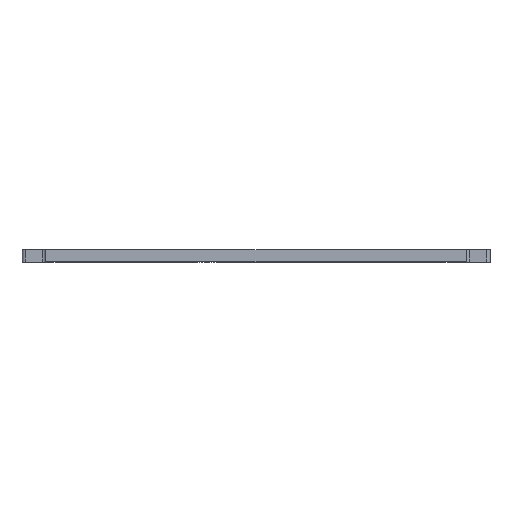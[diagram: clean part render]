
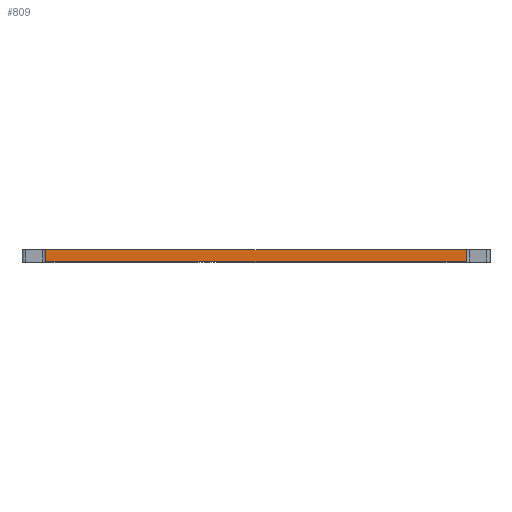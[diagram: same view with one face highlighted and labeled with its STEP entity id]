
A CAD part, top view. The second image highlights one B-rep face of the part: STEP entity #809.
In plain terms, the highlighted planar face has unit normal (0, 0, 1).
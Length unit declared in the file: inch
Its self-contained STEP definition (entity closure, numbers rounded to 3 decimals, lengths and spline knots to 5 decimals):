
#2 = AXIS2_PLACEMENT_3D ( 'NONE', #229, #385, #881 ) ;
#8 = CARTESIAN_POINT ( 'NONE',  ( 8.5, -0.25, 5.5 ) ) ;
#67 = LINE ( 'NONE', #293, #340 ) ;
#87 = EDGE_CURVE ( 'NONE', #277, #821, #896, .T. ) ;
#93 = ORIENTED_EDGE ( 'NONE', *, *, #324, .F. ) ;
#171 = ORIENTED_EDGE ( 'NONE', *, *, #87, .F. ) ;
#172 = LINE ( 'NONE', #453, #694 ) ;
#229 = CARTESIAN_POINT ( 'NONE',  ( -8.5, 0.25, 5.5 ) ) ;
#235 = VECTOR ( 'NONE', #534, 39.37008 ) ;
#259 = VERTEX_POINT ( 'NONE', #581 ) ;
#277 = VERTEX_POINT ( 'NONE', #872 ) ;
#278 = DIRECTION ( 'NONE',  ( 1., 0., 0. ) ) ;
#293 = CARTESIAN_POINT ( 'NONE',  ( -8.5, 0.25, 5.5 ) ) ;
#324 = EDGE_CURVE ( 'NONE', #259, #277, #67, .T. ) ;
#340 = VECTOR ( 'NONE', #278, 39.37008 ) ;
#365 = FACE_OUTER_BOUND ( 'NONE', #454, .T. ) ;
#385 = DIRECTION ( 'NONE',  ( 0., 0., -1. ) ) ;
#396 = CARTESIAN_POINT ( 'NONE',  ( 8.5, 0.25, 5.5 ) ) ;
#434 = LINE ( 'NONE', #517, #766 ) ;
#442 = DIRECTION ( 'NONE',  ( 1., 0., 0. ) ) ;
#453 = CARTESIAN_POINT ( 'NONE',  ( -8.5, -0.25, 5.5 ) ) ;
#454 = EDGE_LOOP ( 'NONE', ( #635, #171, #93, #843 ) ) ;
#517 = CARTESIAN_POINT ( 'NONE',  ( -8.5, 0.25, 5.5 ) ) ;
#527 = EDGE_CURVE ( 'NONE', #676, #821, #172, .T. ) ;
#534 = DIRECTION ( 'NONE',  ( 0., -1., 0. ) ) ;
#581 = CARTESIAN_POINT ( 'NONE',  ( -8.5, 0.25, 5.5 ) ) ;
#587 = PLANE ( 'NONE',  #2 ) ;
#635 = ORIENTED_EDGE ( 'NONE', *, *, #527, .T. ) ;
#676 = VERTEX_POINT ( 'NONE', #866 ) ;
#694 = VECTOR ( 'NONE', #442, 39.37008 ) ;
#766 = VECTOR ( 'NONE', #818, 39.37008 ) ;
#809 = ADVANCED_FACE ( 'NONE', ( #365 ), #587, .F. ) ;
#818 = DIRECTION ( 'NONE',  ( 0., -1., 0. ) ) ;
#821 = VERTEX_POINT ( 'NONE', #8 ) ;
#843 = ORIENTED_EDGE ( 'NONE', *, *, #851, .T. ) ;
#851 = EDGE_CURVE ( 'NONE', #259, #676, #434, .T. ) ;
#866 = CARTESIAN_POINT ( 'NONE',  ( -8.5, -0.25, 5.5 ) ) ;
#872 = CARTESIAN_POINT ( 'NONE',  ( 8.5, 0.25, 5.5 ) ) ;
#881 = DIRECTION ( 'NONE',  ( -1., 0., 0. ) ) ;
#896 = LINE ( 'NONE', #396, #235 ) ;
